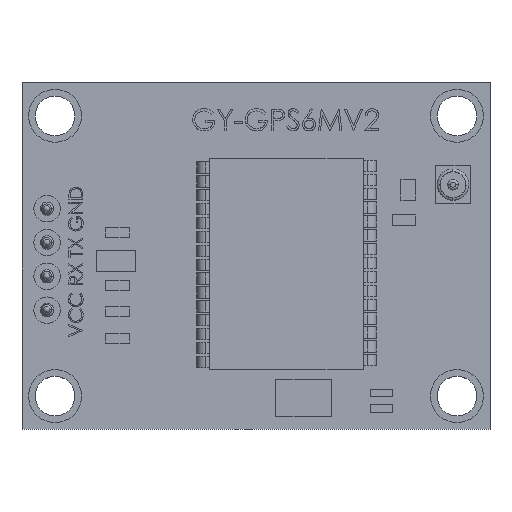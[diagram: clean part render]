
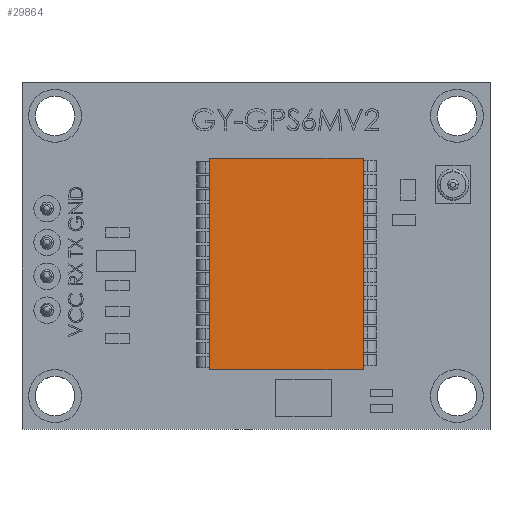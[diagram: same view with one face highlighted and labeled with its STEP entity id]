
A CAD part, top view. The second image highlights one B-rep face of the part: STEP entity #29864.
In plain terms, the highlighted planar face has unit normal (0, 0, 1).
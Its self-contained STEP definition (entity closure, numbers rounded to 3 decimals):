
#21 = VERTEX_POINT ( 'NONE', #10578 ) ;
#423 = FACE_OUTER_BOUND ( 'NONE', #9105, .T. ) ;
#710 = CARTESIAN_POINT ( 'NONE',  ( -9.69, -9.114, 25.851 ) ) ;
#2155 = VERTEX_POINT ( 'NONE', #18137 ) ;
#2305 = CARTESIAN_POINT ( 'NONE',  ( -21.29, 6.886, 25.851 ) ) ;
#2922 = EDGE_CURVE ( 'NONE', #21, #28798, #29221, .T. ) ;
#4528 = CARTESIAN_POINT ( 'NONE',  ( -21.29, -9.114, 25.851 ) ) ;
#4942 = ORIENTED_EDGE ( 'NONE', *, *, #8891, .T. ) ;
#7406 = CARTESIAN_POINT ( 'NONE',  ( -9.69, -9.114, 25.851 ) ) ;
#7999 = VECTOR ( 'NONE', #21881, 1000. ) ;
#8160 = ORIENTED_EDGE ( 'NONE', *, *, #25428, .T. ) ;
#8891 = EDGE_CURVE ( 'NONE', #2155, #13002, #9597, .T. ) ;
#9105 = EDGE_LOOP ( 'NONE', ( #8160, #4942, #25012, #10285 ) ) ;
#9374 = LINE ( 'NONE', #18321, #7999 ) ;
#9597 = LINE ( 'NONE', #19594, #9731 ) ;
#9731 = VECTOR ( 'NONE', #29215, 1000. ) ;
#10285 = ORIENTED_EDGE ( 'NONE', *, *, #2922, .T. ) ;
#10578 = CARTESIAN_POINT ( 'NONE',  ( -21.29, -9.114, 25.851 ) ) ;
#13002 = VERTEX_POINT ( 'NONE', #2305 ) ;
#18137 = CARTESIAN_POINT ( 'NONE',  ( -9.69, 6.886, 25.851 ) ) ;
#18321 = CARTESIAN_POINT ( 'NONE',  ( -9.69, 8.086, 25.851 ) ) ;
#19167 = DIRECTION ( 'NONE',  ( 0., -1., 0. ) ) ;
#19594 = CARTESIAN_POINT ( 'NONE',  ( -9.69, 6.886, 25.851 ) ) ;
#20098 = CARTESIAN_POINT ( 'NONE',  ( 3.207, 8.086, 25.851 ) ) ;
#20255 = DIRECTION ( 'NONE',  ( 0., 0., 1. ) ) ;
#20431 = EDGE_CURVE ( 'NONE', #13002, #21, #23734, .T. ) ;
#21088 = AXIS2_PLACEMENT_3D ( 'NONE', #20098, #20255, #22780 ) ;
#21881 = DIRECTION ( 'NONE',  ( 0., 1., 0. ) ) ;
#22457 = PLANE ( 'NONE',  #21088 ) ;
#22606 = DIRECTION ( 'NONE',  ( 1., 0., 0. ) ) ;
#22780 = DIRECTION ( 'NONE',  ( 0., -1., 0. ) ) ;
#23252 = VECTOR ( 'NONE', #22606, 1000. ) ;
#23429 = VECTOR ( 'NONE', #19167, 1000. ) ;
#23734 = LINE ( 'NONE', #4528, #23429 ) ;
#25012 = ORIENTED_EDGE ( 'NONE', *, *, #20431, .T. ) ;
#25428 = EDGE_CURVE ( 'NONE', #28798, #2155, #9374, .T. ) ;
#28798 = VERTEX_POINT ( 'NONE', #7406 ) ;
#29215 = DIRECTION ( 'NONE',  ( -1., 0., 0. ) ) ;
#29221 = LINE ( 'NONE', #710, #23252 ) ;
#29864 = ADVANCED_FACE ( 'NONE', ( #423 ), #22457, .T. ) ;
